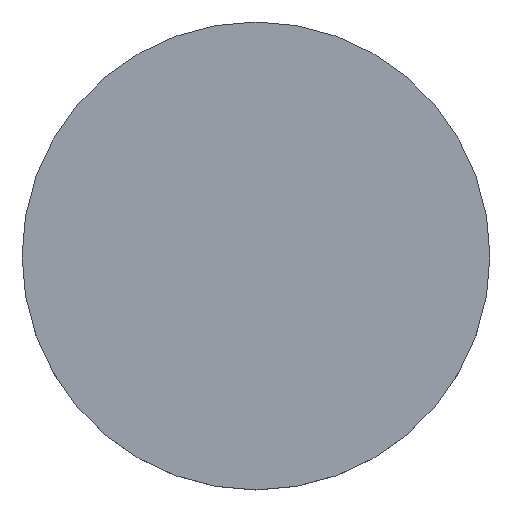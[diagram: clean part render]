
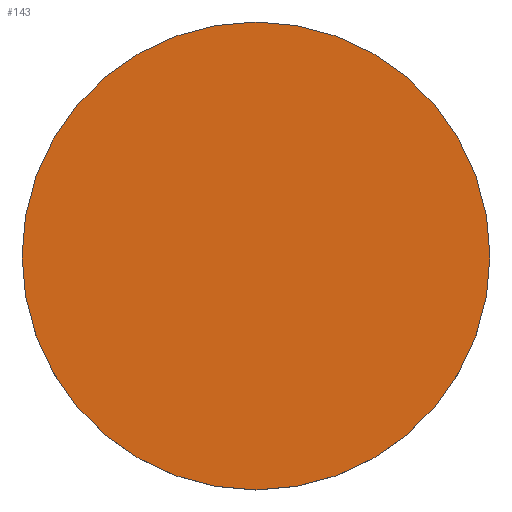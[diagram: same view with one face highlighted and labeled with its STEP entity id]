
A CAD part, top view. The second image highlights one B-rep face of the part: STEP entity #143.
In plain terms, the highlighted planar face has unit normal (0, 0, 1).
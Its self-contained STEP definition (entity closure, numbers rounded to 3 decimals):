
#10 = CARTESIAN_POINT ( 'NONE',  ( 0., 0., 0.55 ) ) ;
#16 = DIRECTION ( 'NONE',  ( 0., 0., 1. ) ) ;
#19 = AXIS2_PLACEMENT_3D ( 'NONE', #170, #23, #115 ) ;
#23 = DIRECTION ( 'NONE',  ( 0., 0., 1. ) ) ;
#35 = AXIS2_PLACEMENT_3D ( 'NONE', #166, #16, #108 ) ;
#36 = CIRCLE ( 'NONE', #69, 6.25 ) ;
#55 = FACE_OUTER_BOUND ( 'NONE', #95, .T. ) ;
#56 = VERTEX_POINT ( 'NONE', #80 ) ;
#69 = AXIS2_PLACEMENT_3D ( 'NONE', #10, #125, #144 ) ;
#76 = CIRCLE ( 'NONE', #35, 6.25 ) ;
#78 = EDGE_CURVE ( 'NONE', #56, #79, #76, .T. ) ;
#79 = VERTEX_POINT ( 'NONE', #107 ) ;
#80 = CARTESIAN_POINT ( 'NONE',  ( 6.25, 0., 0.55 ) ) ;
#95 = EDGE_LOOP ( 'NONE', ( #150, #120 ) ) ;
#96 = PLANE ( 'NONE',  #19 ) ;
#107 = CARTESIAN_POINT ( 'NONE',  ( -6.25, 0., 0.55 ) ) ;
#108 = DIRECTION ( 'NONE',  ( 1., 0., 0. ) ) ;
#115 = DIRECTION ( 'NONE',  ( 1., 0., 0. ) ) ;
#120 = ORIENTED_EDGE ( 'NONE', *, *, #78, .T. ) ;
#125 = DIRECTION ( 'NONE',  ( 0., 0., 1. ) ) ;
#143 = ADVANCED_FACE ( 'NONE', ( #55 ), #96, .T. ) ;
#144 = DIRECTION ( 'NONE',  ( 1., 0., 0. ) ) ;
#150 = ORIENTED_EDGE ( 'NONE', *, *, #165, .T. ) ;
#165 = EDGE_CURVE ( 'NONE', #79, #56, #36, .T. ) ;
#166 = CARTESIAN_POINT ( 'NONE',  ( 0., 0., 0.55 ) ) ;
#170 = CARTESIAN_POINT ( 'NONE',  ( 0., 0., 0.55 ) ) ;
